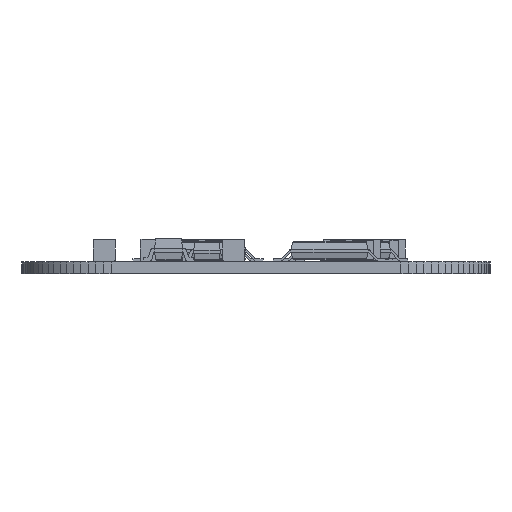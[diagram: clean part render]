
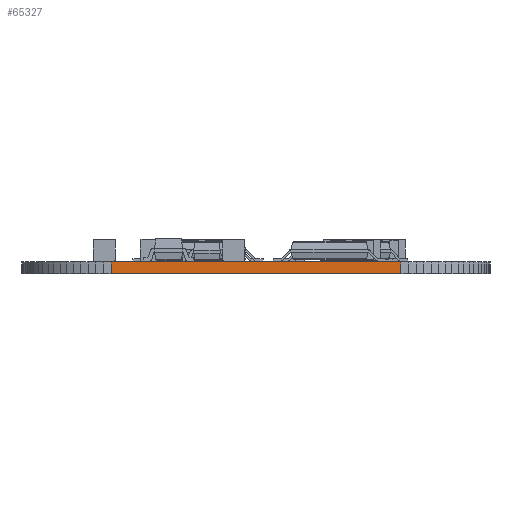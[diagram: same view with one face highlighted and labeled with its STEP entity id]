
A CAD part, front view. The second image highlights one B-rep face of the part: STEP entity #65327.
In plain terms, the highlighted planar face has unit normal (0, -1, 0).
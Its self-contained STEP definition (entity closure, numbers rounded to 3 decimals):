
#55921 = PLANE('',#55922);
#55922 = AXIS2_PLACEMENT_3D('',#55923,#55924,#55925);
#55923 = CARTESIAN_POINT('',(11.43,-23.957,0.68));
#55924 = DIRECTION('',(-0.,-0.,-1.));
#55925 = DIRECTION('',(-1.,0.,0.));
#55975 = PLANE('',#55976);
#55976 = AXIS2_PLACEMENT_3D('',#55977,#55978,#55979);
#55977 = CARTESIAN_POINT('',(11.43,-23.957,0.));
#55978 = DIRECTION('',(-0.,-0.,-1.));
#55979 = DIRECTION('',(-1.,0.,0.));
#57512 = VERTEX_POINT('',#57513);
#57513 = CARTESIAN_POINT('',(19.685,-53.975,0.));
#57527 = PLANE('',#57528);
#57528 = AXIS2_PLACEMENT_3D('',#57529,#57530,#57531);
#57529 = CARTESIAN_POINT('',(20.128,-53.956,0.));
#57530 = DIRECTION('',(0.044,-0.999,0.));
#57531 = DIRECTION('',(-0.999,-0.044,0.));
#57539 = EDGE_CURVE('',#57512,#57540,#57542,.T.);
#57540 = VERTEX_POINT('',#57541);
#57541 = CARTESIAN_POINT('',(3.175,-53.975,0.));
#57542 = SURFACE_CURVE('',#57543,(#57547,#57554),.PCURVE_S1.);
#57543 = LINE('',#57544,#57545);
#57544 = CARTESIAN_POINT('',(19.685,-53.975,0.));
#57545 = VECTOR('',#57546,1.);
#57546 = DIRECTION('',(-1.,0.,0.));
#57547 = PCURVE('',#55975,#57548);
#57548 = DEFINITIONAL_REPRESENTATION('',(#57549),#57553);
#57549 = LINE('',#57550,#57551);
#57550 = CARTESIAN_POINT('',(-8.255,-30.018));
#57551 = VECTOR('',#57552,1.);
#57552 = DIRECTION('',(1.,0.));
#57553 = ( GEOMETRIC_REPRESENTATION_CONTEXT(2) 
PARAMETRIC_REPRESENTATION_CONTEXT() REPRESENTATION_CONTEXT('2D SPACE',''
  ) );
#57554 = PCURVE('',#57555,#57560);
#57555 = PLANE('',#57556);
#57556 = AXIS2_PLACEMENT_3D('',#57557,#57558,#57559);
#57557 = CARTESIAN_POINT('',(19.685,-53.975,0.));
#57558 = DIRECTION('',(0.,-1.,0.));
#57559 = DIRECTION('',(-1.,0.,0.));
#57560 = DEFINITIONAL_REPRESENTATION('',(#57561),#57565);
#57561 = LINE('',#57562,#57563);
#57562 = CARTESIAN_POINT('',(0.,-0.));
#57563 = VECTOR('',#57564,1.);
#57564 = DIRECTION('',(1.,0.));
#57565 = ( GEOMETRIC_REPRESENTATION_CONTEXT(2) 
PARAMETRIC_REPRESENTATION_CONTEXT() REPRESENTATION_CONTEXT('2D SPACE',''
  ) );
#57583 = PLANE('',#57584);
#57584 = AXIS2_PLACEMENT_3D('',#57585,#57586,#57587);
#57585 = CARTESIAN_POINT('',(3.175,-53.975,0.));
#57586 = DIRECTION('',(-0.044,-0.999,0.));
#57587 = DIRECTION('',(-0.999,0.044,0.));
#61158 = VERTEX_POINT('',#61159);
#61159 = CARTESIAN_POINT('',(19.685,-53.975,0.68));
#61180 = EDGE_CURVE('',#61158,#61181,#61183,.T.);
#61181 = VERTEX_POINT('',#61182);
#61182 = CARTESIAN_POINT('',(3.175,-53.975,0.68));
#61183 = SURFACE_CURVE('',#61184,(#61188,#61195),.PCURVE_S1.);
#61184 = LINE('',#61185,#61186);
#61185 = CARTESIAN_POINT('',(19.685,-53.975,0.68));
#61186 = VECTOR('',#61187,1.);
#61187 = DIRECTION('',(-1.,0.,0.));
#61188 = PCURVE('',#55921,#61189);
#61189 = DEFINITIONAL_REPRESENTATION('',(#61190),#61194);
#61190 = LINE('',#61191,#61192);
#61191 = CARTESIAN_POINT('',(-8.255,-30.018));
#61192 = VECTOR('',#61193,1.);
#61193 = DIRECTION('',(1.,0.));
#61194 = ( GEOMETRIC_REPRESENTATION_CONTEXT(2) 
PARAMETRIC_REPRESENTATION_CONTEXT() REPRESENTATION_CONTEXT('2D SPACE',''
  ) );
#61195 = PCURVE('',#57555,#61196);
#61196 = DEFINITIONAL_REPRESENTATION('',(#61197),#61201);
#61197 = LINE('',#61198,#61199);
#61198 = CARTESIAN_POINT('',(0.,-0.68));
#61199 = VECTOR('',#61200,1.);
#61200 = DIRECTION('',(1.,0.));
#61201 = ( GEOMETRIC_REPRESENTATION_CONTEXT(2) 
PARAMETRIC_REPRESENTATION_CONTEXT() REPRESENTATION_CONTEXT('2D SPACE',''
  ) );
#65277 = EDGE_CURVE('',#57540,#61181,#65278,.T.);
#65278 = SURFACE_CURVE('',#65279,(#65283,#65290),.PCURVE_S1.);
#65279 = LINE('',#65280,#65281);
#65280 = CARTESIAN_POINT('',(3.175,-53.975,0.));
#65281 = VECTOR('',#65282,1.);
#65282 = DIRECTION('',(0.,0.,1.));
#65283 = PCURVE('',#57583,#65284);
#65284 = DEFINITIONAL_REPRESENTATION('',(#65285),#65289);
#65285 = LINE('',#65286,#65287);
#65286 = CARTESIAN_POINT('',(0.,0.));
#65287 = VECTOR('',#65288,1.);
#65288 = DIRECTION('',(0.,-1.));
#65289 = ( GEOMETRIC_REPRESENTATION_CONTEXT(2) 
PARAMETRIC_REPRESENTATION_CONTEXT() REPRESENTATION_CONTEXT('2D SPACE',''
  ) );
#65290 = PCURVE('',#57555,#65291);
#65291 = DEFINITIONAL_REPRESENTATION('',(#65292),#65296);
#65292 = LINE('',#65293,#65294);
#65293 = CARTESIAN_POINT('',(16.51,0.));
#65294 = VECTOR('',#65295,1.);
#65295 = DIRECTION('',(0.,-1.));
#65296 = ( GEOMETRIC_REPRESENTATION_CONTEXT(2) 
PARAMETRIC_REPRESENTATION_CONTEXT() REPRESENTATION_CONTEXT('2D SPACE',''
  ) );
#65327 = ADVANCED_FACE('',(#65328),#57555,.T.);
#65328 = FACE_BOUND('',#65329,.T.);
#65329 = EDGE_LOOP('',(#65330,#65351,#65352,#65353));
#65330 = ORIENTED_EDGE('',*,*,#65331,.T.);
#65331 = EDGE_CURVE('',#57512,#61158,#65332,.T.);
#65332 = SURFACE_CURVE('',#65333,(#65337,#65344),.PCURVE_S1.);
#65333 = LINE('',#65334,#65335);
#65334 = CARTESIAN_POINT('',(19.685,-53.975,0.));
#65335 = VECTOR('',#65336,1.);
#65336 = DIRECTION('',(0.,0.,1.));
#65337 = PCURVE('',#57555,#65338);
#65338 = DEFINITIONAL_REPRESENTATION('',(#65339),#65343);
#65339 = LINE('',#65340,#65341);
#65340 = CARTESIAN_POINT('',(0.,-0.));
#65341 = VECTOR('',#65342,1.);
#65342 = DIRECTION('',(0.,-1.));
#65343 = ( GEOMETRIC_REPRESENTATION_CONTEXT(2) 
PARAMETRIC_REPRESENTATION_CONTEXT() REPRESENTATION_CONTEXT('2D SPACE',''
  ) );
#65344 = PCURVE('',#57527,#65345);
#65345 = DEFINITIONAL_REPRESENTATION('',(#65346),#65350);
#65346 = LINE('',#65347,#65348);
#65347 = CARTESIAN_POINT('',(0.443,0.));
#65348 = VECTOR('',#65349,1.);
#65349 = DIRECTION('',(0.,-1.));
#65350 = ( GEOMETRIC_REPRESENTATION_CONTEXT(2) 
PARAMETRIC_REPRESENTATION_CONTEXT() REPRESENTATION_CONTEXT('2D SPACE',''
  ) );
#65351 = ORIENTED_EDGE('',*,*,#61180,.T.);
#65352 = ORIENTED_EDGE('',*,*,#65277,.F.);
#65353 = ORIENTED_EDGE('',*,*,#57539,.F.);
